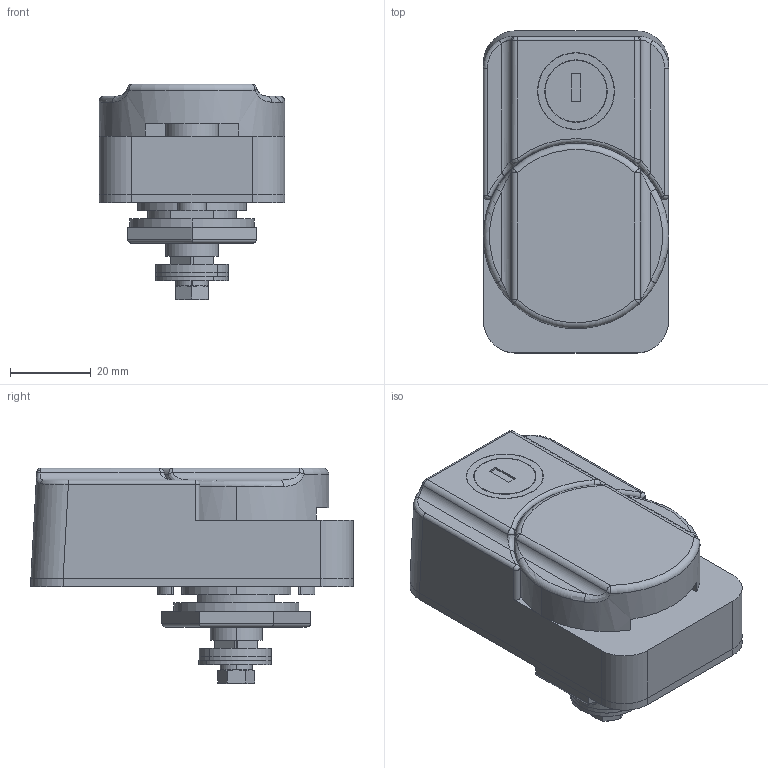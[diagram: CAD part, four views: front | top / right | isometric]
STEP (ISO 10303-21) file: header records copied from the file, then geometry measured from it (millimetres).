
FILE_DESCRIPTION (( 'STEP AP203' ), '1' );
FILE_NAME ('A-372-F-2.STEP', '2022-03-08T05:30:05', ( '' ), ( '' ), 'SwSTEP 2.0', 'SolidWorks 2021', '' );
FILE_SCHEMA (( 'CONFIG_CONTROL_DESIGN' ));
Length unit declared in the file: millimetre
Products named in the file (13): カバーF-2; 六角ナット; ボデーF-2; 角ワッシャー（薄）; 平ワッシャー; パッキンF-2; 角ワッシャー（厚）; M5六角ボルト; A-372-F-2儃僨乕慻恾; A-372-F-2僇僶乕慻恾; リングワッシャー_; ダミーローター__#200-4_; A-372-F-2
Assembly tree (12 placements, depth 3):
  A-372-F-2
    A-372-F-2儃僨乕慻恾
      ボデーF-2
    A-372-F-2僇僶乕慻恾
      カバーF-2
    パッキンF-2
    六角ナット
    M5六角ボルト
    平ワッシャー
    角ワッシャー（厚）
    角ワッシャー（薄）
    リングワッシャー_
    ダミーローター__#200-4_
Bounding box: 46 x 80 x 53.6 mm (x, y, z)
Volume: 100809 mm3; surface area: 35465 mm2
Topology: 10 solids, 10 shells, 253 faces, 592 edges, 373 vertices
Faces by surface type: plane 103, cylinder 100, cone 21, bspline 16, torus 7, sphere 6
Entity records: 9384 total; most frequent: CARTESIAN_POINT 2199, DIRECTION 1263, ORIENTED_EDGE 1176, EDGE_CURVE 588, AXIS2_PLACEMENT_3D 495, VERTEX_POINT 371, EDGE_LOOP 289, LINE 273
